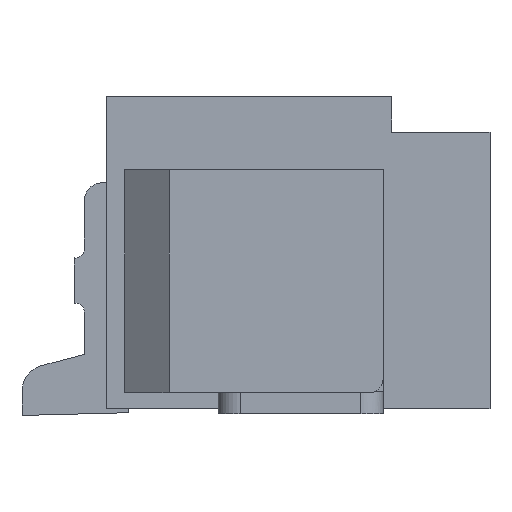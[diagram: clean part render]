
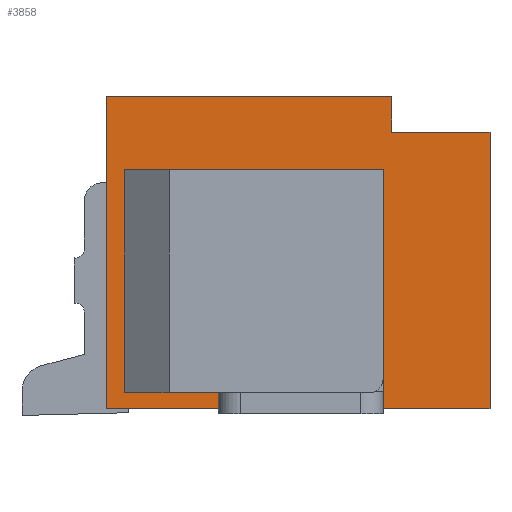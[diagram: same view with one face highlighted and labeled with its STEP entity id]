
A CAD part, left-side view. The second image highlights one B-rep face of the part: STEP entity #3858.
In plain terms, the highlighted planar face has unit normal (-1, 0, 0).
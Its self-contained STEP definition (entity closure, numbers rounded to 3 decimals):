
#201 = DIRECTION ( 'NONE',  ( 0., 0., -1. ) ) ;
#237 = CARTESIAN_POINT ( 'NONE',  ( -3.45, 0.7, 0. ) ) ;
#597 = VECTOR ( 'NONE', #15813, 1000. ) ;
#600 = VECTOR ( 'NONE', #6655, 1000. ) ;
#616 = DIRECTION ( 'NONE',  ( -1., 0., 0. ) ) ;
#796 = EDGE_LOOP ( 'NONE', ( #8287, #922, #13266, #27660, #10082, #6349 ) ) ;
#922 = ORIENTED_EDGE ( 'NONE', *, *, #26465, .F. ) ;
#1055 = LINE ( 'NONE', #7231, #597 ) ;
#2619 = ORIENTED_EDGE ( 'NONE', *, *, #7065, .T. ) ;
#3721 = VERTEX_POINT ( 'NONE', #237 ) ;
#3858 = ADVANCED_FACE ( 'NONE', ( #13396, #12995 ), #21548, .T. ) ;
#4127 = CARTESIAN_POINT ( 'NONE',  ( -3.45, 0.5, -3.32 ) ) ;
#4463 = DIRECTION ( 'NONE',  ( 0., 0., 1. ) ) ;
#4594 = VECTOR ( 'NONE', #9123, 1000. ) ;
#4760 = CARTESIAN_POINT ( 'NONE',  ( -3.45, 0.7, 0. ) ) ;
#5855 = VERTEX_POINT ( 'NONE', #17366 ) ;
#6349 = ORIENTED_EDGE ( 'NONE', *, *, #23740, .F. ) ;
#6361 = DIRECTION ( 'NONE',  ( 0., -1., 0. ) ) ;
#6514 = CARTESIAN_POINT ( 'NONE',  ( -3.45, 0.7, -3.5 ) ) ;
#6655 = DIRECTION ( 'NONE',  ( 0., 0., 1. ) ) ;
#6919 = LINE ( 'NONE', #13365, #22633 ) ;
#6965 = LINE ( 'NONE', #13130, #600 ) ;
#7065 = EDGE_CURVE ( 'NONE', #15147, #22871, #6965, .T. ) ;
#7231 = CARTESIAN_POINT ( 'NONE',  ( -3.45, 0.7, -3.5 ) ) ;
#7965 = AXIS2_PLACEMENT_3D ( 'NONE', #21406, #616, #6361 ) ;
#8287 = ORIENTED_EDGE ( 'NONE', *, *, #24631, .T. ) ;
#9123 = DIRECTION ( 'NONE',  ( 0., -1., 0. ) ) ;
#10082 = ORIENTED_EDGE ( 'NONE', *, *, #11196, .T. ) ;
#10521 = VECTOR ( 'NONE', #14655, 1000. ) ;
#11196 = EDGE_CURVE ( 'NONE', #27027, #23336, #25786, .T. ) ;
#12294 = CARTESIAN_POINT ( 'NONE',  ( -3.45, 0.5, -0.82 ) ) ;
#12575 = VECTOR ( 'NONE', #4463, 1000. ) ;
#12964 = DIRECTION ( 'NONE',  ( 0., 0., -1. ) ) ;
#12995 = FACE_BOUND ( 'NONE', #20745, .T. ) ;
#13130 = CARTESIAN_POINT ( 'NONE',  ( -3.45, 0.5, -3.32 ) ) ;
#13198 = CARTESIAN_POINT ( 'NONE',  ( -3.45, 0.7, -3.5 ) ) ;
#13266 = ORIENTED_EDGE ( 'NONE', *, *, #27404, .F. ) ;
#13273 = CARTESIAN_POINT ( 'NONE',  ( -3.45, -2.5, 0. ) ) ;
#13365 = CARTESIAN_POINT ( 'NONE',  ( -3.45, -3.6, -0.4 ) ) ;
#13376 = CARTESIAN_POINT ( 'NONE',  ( -3.45, -3.6, -3.5 ) ) ;
#13396 = FACE_OUTER_BOUND ( 'NONE', #796, .T. ) ;
#13947 = VERTEX_POINT ( 'NONE', #15097 ) ;
#14094 = EDGE_CURVE ( 'NONE', #22871, #18016, #20396, .T. ) ;
#14655 = DIRECTION ( 'NONE',  ( 0., 1., 0. ) ) ;
#15097 = CARTESIAN_POINT ( 'NONE',  ( -3.45, -0.55, -3.32 ) ) ;
#15147 = VERTEX_POINT ( 'NONE', #4127 ) ;
#15812 = VECTOR ( 'NONE', #23695, 1000. ) ;
#15813 = DIRECTION ( 'NONE',  ( 0., 0., 1. ) ) ;
#16170 = VECTOR ( 'NONE', #18701, 1000. ) ;
#16370 = EDGE_CURVE ( 'NONE', #27027, #3721, #1055, .T. ) ;
#16447 = VERTEX_POINT ( 'NONE', #22188 ) ;
#16587 = ORIENTED_EDGE ( 'NONE', *, *, #18465, .F. ) ;
#16989 = LINE ( 'NONE', #25576, #10521 ) ;
#17108 = ORIENTED_EDGE ( 'NONE', *, *, #14094, .T. ) ;
#17363 = LINE ( 'NONE', #4760, #26994 ) ;
#17366 = CARTESIAN_POINT ( 'NONE',  ( -3.45, -2.5, -0.4 ) ) ;
#17599 = EDGE_CURVE ( 'NONE', #13947, #18016, #22017, .T. ) ;
#18016 = VERTEX_POINT ( 'NONE', #26017 ) ;
#18465 = EDGE_CURVE ( 'NONE', #15147, #13947, #24037, .T. ) ;
#18540 = ORIENTED_EDGE ( 'NONE', *, *, #17599, .F. ) ;
#18701 = DIRECTION ( 'NONE',  ( 0., -1., 0. ) ) ;
#20396 = LINE ( 'NONE', #12294, #16170 ) ;
#20475 = CARTESIAN_POINT ( 'NONE',  ( -3.45, -3.6, -0.4 ) ) ;
#20745 = EDGE_LOOP ( 'NONE', ( #17108, #18540, #16587, #2619 ) ) ;
#21406 = CARTESIAN_POINT ( 'NONE',  ( -3.45, 0.7, 0. ) ) ;
#21542 = LINE ( 'NONE', #13273, #25124 ) ;
#21548 = PLANE ( 'NONE',  #7965 ) ;
#21604 = CARTESIAN_POINT ( 'NONE',  ( -3.45, 0.5, -0.82 ) ) ;
#22017 = LINE ( 'NONE', #25948, #12575 ) ;
#22188 = CARTESIAN_POINT ( 'NONE',  ( -3.45, -2.5, 0. ) ) ;
#22633 = VECTOR ( 'NONE', #12964, 1000. ) ;
#22871 = VERTEX_POINT ( 'NONE', #21604 ) ;
#23336 = VERTEX_POINT ( 'NONE', #13376 ) ;
#23695 = DIRECTION ( 'NONE',  ( 0., -1., 0. ) ) ;
#23740 = EDGE_CURVE ( 'NONE', #25345, #23336, #6919, .T. ) ;
#24037 = LINE ( 'NONE', #24292, #4594 ) ;
#24292 = CARTESIAN_POINT ( 'NONE',  ( -3.45, 0.5, -3.32 ) ) ;
#24631 = EDGE_CURVE ( 'NONE', #25345, #5855, #16989, .T. ) ;
#25124 = VECTOR ( 'NONE', #201, 1000. ) ;
#25345 = VERTEX_POINT ( 'NONE', #20475 ) ;
#25576 = CARTESIAN_POINT ( 'NONE',  ( -3.45, -3.6, -0.4 ) ) ;
#25786 = LINE ( 'NONE', #6514, #15812 ) ;
#25947 = DIRECTION ( 'NONE',  ( 0., -1., 0. ) ) ;
#25948 = CARTESIAN_POINT ( 'NONE',  ( -3.45, -0.55, -3.32 ) ) ;
#26017 = CARTESIAN_POINT ( 'NONE',  ( -3.45, -0.55, -0.82 ) ) ;
#26465 = EDGE_CURVE ( 'NONE', #16447, #5855, #21542, .T. ) ;
#26994 = VECTOR ( 'NONE', #25947, 1000. ) ;
#27027 = VERTEX_POINT ( 'NONE', #13198 ) ;
#27404 = EDGE_CURVE ( 'NONE', #3721, #16447, #17363, .T. ) ;
#27660 = ORIENTED_EDGE ( 'NONE', *, *, #16370, .F. ) ;
